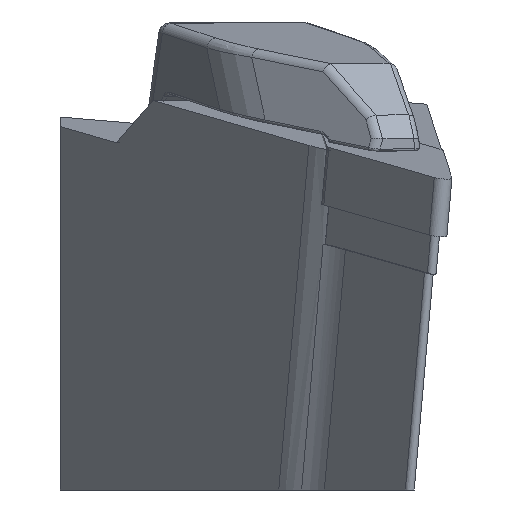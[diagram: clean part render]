
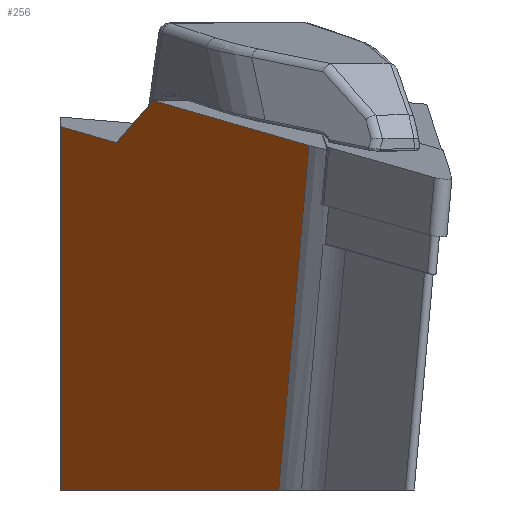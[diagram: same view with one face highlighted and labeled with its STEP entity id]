
A CAD part, left-side view. The second image highlights one B-rep face of the part: STEP entity #256.
In plain terms, the highlighted planar face has unit normal (-0.618, 0.785, -0.03).
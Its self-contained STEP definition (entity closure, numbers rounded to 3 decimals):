
#256=ADVANCED_FACE('',(#426),#375,.F.);
#375=PLANE('',#2162);
#426=FACE_OUTER_BOUND('',#543,.T.);
#543=EDGE_LOOP('',(#767,#768,#769,#770,#771,#772));
#767=ORIENTED_EDGE('',*,*,#1546,.T.);
#768=ORIENTED_EDGE('',*,*,#1547,.T.);
#769=ORIENTED_EDGE('',*,*,#1548,.F.);
#770=ORIENTED_EDGE('',*,*,#1549,.F.);
#771=ORIENTED_EDGE('',*,*,#1550,.T.);
#772=ORIENTED_EDGE('',*,*,#1531,.F.);
#1343=VERTEX_POINT('',#3025);
#1344=VERTEX_POINT('',#3027);
#1355=VERTEX_POINT('',#3063);
#1356=VERTEX_POINT('',#3065);
#1357=VERTEX_POINT('',#3067);
#1358=VERTEX_POINT('',#3069);
#1531=EDGE_CURVE('',#1343,#1344,#1824,.T.);
#1546=EDGE_CURVE('',#1343,#1355,#1837,.T.);
#1547=EDGE_CURVE('',#1355,#1356,#1838,.T.);
#1548=EDGE_CURVE('',#1357,#1356,#1839,.T.);
#1549=EDGE_CURVE('',#1358,#1357,#1840,.T.);
#1550=EDGE_CURVE('',#1358,#1344,#1841,.T.);
#1824=LINE('',#3026,#1994);
#1837=LINE('',#3062,#2007);
#1838=LINE('',#3064,#2008);
#1839=LINE('',#3066,#2009);
#1840=LINE('',#3068,#2010);
#1841=LINE('',#3070,#2011);
#1994=VECTOR('',#2404,1.);
#2007=VECTOR('',#2427,1.);
#2008=VECTOR('',#2428,1.);
#2009=VECTOR('',#2429,1.);
#2010=VECTOR('',#2430,1.);
#2011=VECTOR('',#2431,1.);
#2162=AXIS2_PLACEMENT_3D('',#3071,#2432,#2433);
#2404=DIRECTION('',(-0.77,-0.613,-0.176));
#2427=DIRECTION('',(0.657,0.496,-0.568));
#2428=DIRECTION('',(0.77,0.613,0.176));
#2429=DIRECTION('',(-0.048,0.,0.999));
#2430=DIRECTION('',(0.786,0.619,0.));
#2431=DIRECTION('',(-0.156,-0.086,0.984));
#2432=DIRECTION('',(0.618,-0.785,0.03));
#2433=DIRECTION('',(0.786,0.619,0.));
#3025=CARTESIAN_POINT('',(28.682,-7.493,6.291));
#3026=CARTESIAN_POINT('',(12.964,-20.003,2.697));
#3027=CARTESIAN_POINT('',(12.964,-20.003,2.697));
#3062=CARTESIAN_POINT('',(37.499,-0.839,-1.326));
#3063=CARTESIAN_POINT('',(32.602,-4.535,2.904));
#3064=CARTESIAN_POINT('',(13.621,-19.641,-1.435));
#3065=CARTESIAN_POINT('',(38.3,0.,4.207));
#3066=CARTESIAN_POINT('',(40.191,0.,-35.299));
#3067=CARTESIAN_POINT('',(39.698,0.,-25.));
#3068=CARTESIAN_POINT('',(18.958,-16.327,-25.));
#3069=CARTESIAN_POINT('',(17.368,-17.579,-25.));
#3070=CARTESIAN_POINT('',(19.165,-16.59,-36.305));
#3071=CARTESIAN_POINT('',(19.165,-16.59,-36.305));
